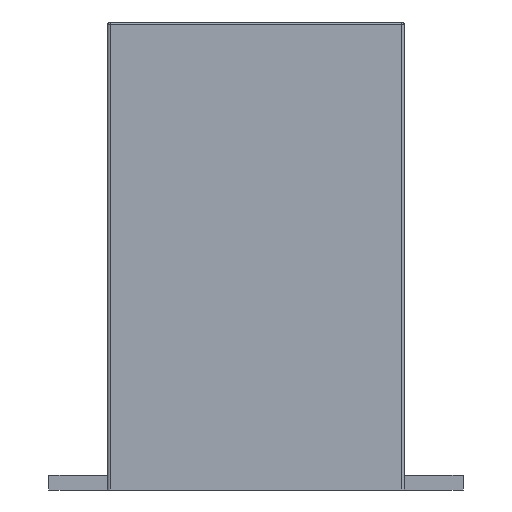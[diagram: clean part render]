
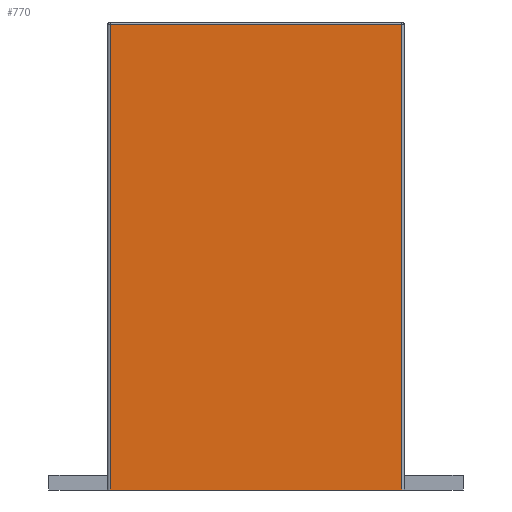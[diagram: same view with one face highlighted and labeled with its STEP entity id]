
A CAD part, left-side view. The second image highlights one B-rep face of the part: STEP entity #770.
In plain terms, the highlighted planar face has unit normal (-1, 0, 0).
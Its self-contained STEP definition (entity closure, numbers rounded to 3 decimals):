
#145 = LINE ( 'NONE', #1122, #576 ) ;
#322 = LINE ( 'NONE', #1125, #452 ) ;
#452 = VECTOR ( 'NONE', #1124, 1000. ) ;
#576 = VECTOR ( 'NONE', #1123, 1000. ) ;
#609 = EDGE_CURVE ( 'NONE', #1920, #1907, #145, .T. ) ;
#610 = EDGE_CURVE ( 'NONE', #1942, #1920, #322, .T. ) ;
#692 = EDGE_CURVE ( 'NONE', #1907, #1910, #2485, .T. ) ;
#751 = EDGE_CURVE ( 'NONE', #1910, #1942, #2592, .T. ) ;
#770 = ADVANCED_FACE ( 'NONE', ( #2626 ), #4042, .F. ) ;
#1122 = CARTESIAN_POINT ( 'NONE',  ( -5.08, 2.49, 8. ) ) ;
#1123 = DIRECTION ( 'NONE',  ( 0., 0., -1. ) ) ;
#1124 = DIRECTION ( 'NONE',  ( 0., 1., 0. ) ) ;
#1125 = CARTESIAN_POINT ( 'NONE',  ( -5.08, 2.54, 7.95 ) ) ;
#1755 = EDGE_LOOP ( 'NONE', ( #1819, #1808, #1811, #1814 ) ) ;
#1808 = ORIENTED_EDGE ( 'NONE', *, *, #751, .T. ) ;
#1811 = ORIENTED_EDGE ( 'NONE', *, *, #610, .T. ) ;
#1814 = ORIENTED_EDGE ( 'NONE', *, *, #609, .T. ) ;
#1819 = ORIENTED_EDGE ( 'NONE', *, *, #692, .T. ) ;
#1907 = VERTEX_POINT ( 'NONE', #4886 ) ;
#1910 = VERTEX_POINT ( 'NONE', #4889 ) ;
#1920 = VERTEX_POINT ( 'NONE', #4897 ) ;
#1942 = VERTEX_POINT ( 'NONE', #4912 ) ;
#2485 = LINE ( 'NONE', #3410, #3680 ) ;
#2592 = LINE ( 'NONE', #3950, #3765 ) ;
#2626 = FACE_OUTER_BOUND ( 'NONE', #1755, .T. ) ;
#3410 = CARTESIAN_POINT ( 'NONE',  ( -5.08, 2.54, 0. ) ) ;
#3411 = DIRECTION ( 'NONE',  ( 0., -1., 0. ) ) ;
#3680 = VECTOR ( 'NONE', #3411, 1000. ) ;
#3765 = VECTOR ( 'NONE', #3951, 1000. ) ;
#3793 = AXIS2_PLACEMENT_3D ( 'NONE', #4043, #4044, #4045 ) ;
#3950 = CARTESIAN_POINT ( 'NONE',  ( -5.08, -2.49, 8. ) ) ;
#3951 = DIRECTION ( 'NONE',  ( 0., 0., 1. ) ) ;
#4042 = PLANE ( 'NONE',  #3793 ) ;
#4043 = CARTESIAN_POINT ( 'NONE',  ( -5.08, 2.54, 8. ) ) ;
#4044 = DIRECTION ( 'NONE',  ( 1., 0., 0. ) ) ;
#4045 = DIRECTION ( 'NONE',  ( 0., 1., 0. ) ) ;
#4886 = CARTESIAN_POINT ( 'NONE',  ( -5.08, 2.49, 0. ) ) ;
#4889 = CARTESIAN_POINT ( 'NONE',  ( -5.08, -2.49, 0. ) ) ;
#4897 = CARTESIAN_POINT ( 'NONE',  ( -5.08, 2.49, 7.95 ) ) ;
#4912 = CARTESIAN_POINT ( 'NONE',  ( -5.08, -2.49, 7.95 ) ) ;
